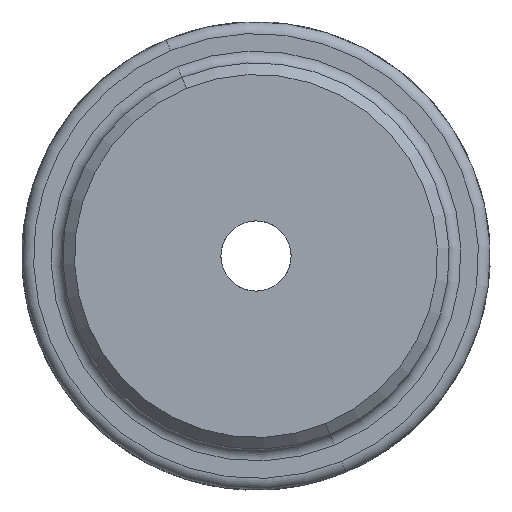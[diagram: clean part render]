
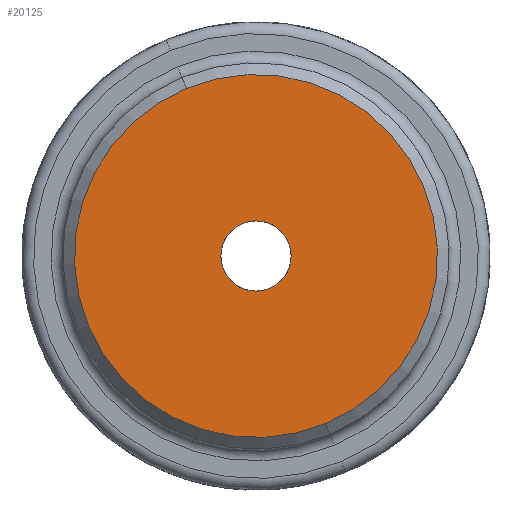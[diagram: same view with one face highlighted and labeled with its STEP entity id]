
A CAD part, left-side view. The second image highlights one B-rep face of the part: STEP entity #20125.
In plain terms, the highlighted face is planar.
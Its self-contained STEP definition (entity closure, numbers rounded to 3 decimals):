
#19380=CARTESIAN_POINT('',(0.,0.,0.));
#19381=DIRECTION('',(0.,0.,1.));
#19382=DIRECTION('',(-1.,0.,0.));
#19383=AXIS2_PLACEMENT_3D('',#19380,#19381,#19382);
#19389=CARTESIAN_POINT('',(0.,0.,0.));
#19390=DIRECTION('',(0.,0.,1.));
#19391=DIRECTION('',(1.,0.,0.));
#19392=AXIS2_PLACEMENT_3D('',#19389,#19390,#19391);
#19403=CARTESIAN_POINT('',(0.,0.,0.));
#19404=DIRECTION('',(0.,0.,1.));
#19405=DIRECTION('',(-1.,0.,0.));
#19406=AXIS2_PLACEMENT_3D('',#19403,#19404,#19405);
#19408=CARTESIAN_POINT('',(0.,0.,0.));
#19409=DIRECTION('',(0.,0.,1.));
#19410=DIRECTION('',(1.,0.,0.));
#19411=AXIS2_PLACEMENT_3D('',#19408,#19409,#19410);
#19467=CARTESIAN_POINT('',(31.,0.,0.));
#19468=CARTESIAN_POINT('',(-31.,0.,0.));
#19469=VERTEX_POINT('',#19467);
#19470=VERTEX_POINT('',#19468);
#19505=CARTESIAN_POINT('',(6.,0.,0.));
#19506=CARTESIAN_POINT('',(-6.,0.,0.));
#19507=VERTEX_POINT('',#19505);
#19508=VERTEX_POINT('',#19506);
#20110=CARTESIAN_POINT('',(0.,0.,0.));
#20111=DIRECTION('',(0.,0.,1.));
#20112=DIRECTION('',(1.,0.,0.));
#20113=AXIS2_PLACEMENT_3D('',#20110,#20111,#20112);
#20114=PLANE('',#20113);
#20116=ORIENTED_EDGE('',*,*,#20115,.T.);
#20118=ORIENTED_EDGE('',*,*,#20117,.T.);
#20119=EDGE_LOOP('',(#20116,#20118));
#20120=FACE_OUTER_BOUND('',#20119,.F.);
#20121=ORIENTED_EDGE('',*,*,#20103,.F.);
#20122=ORIENTED_EDGE('',*,*,#20090,.F.);
#20123=EDGE_LOOP('',(#20121,#20122));
#20124=FACE_BOUND('',#20123,.F.);
#20125=ADVANCED_FACE('',(#20120,#20124),#20114,.F.);
#19384=CIRCLE('',#19383,6.);
#19393=CIRCLE('',#19392,6.);
#19407=CIRCLE('',#19406,31.);
#19412=CIRCLE('',#19411,31.);
#20090=EDGE_CURVE('',#19508,#19507,#19384,.T.);
#20103=EDGE_CURVE('',#19507,#19508,#19393,.T.);
#20115=EDGE_CURVE('',#19470,#19469,#19407,.T.);
#20117=EDGE_CURVE('',#19469,#19470,#19412,.T.);
